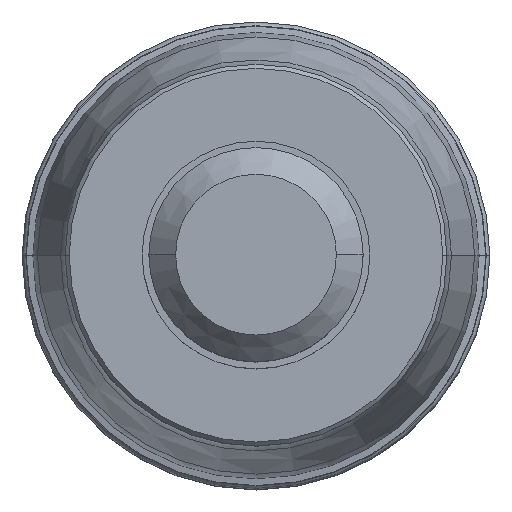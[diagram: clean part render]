
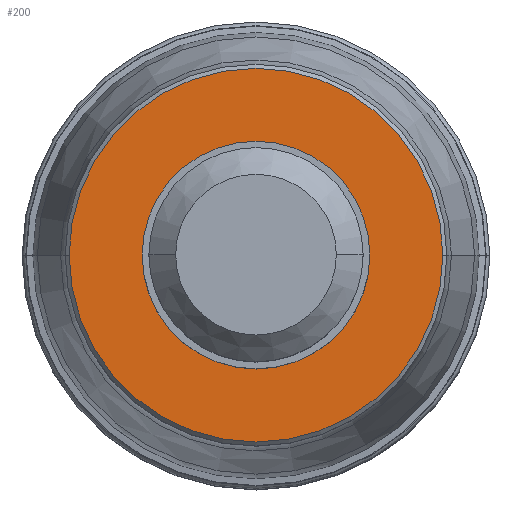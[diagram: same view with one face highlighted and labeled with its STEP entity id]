
A CAD part, top view. The second image highlights one B-rep face of the part: STEP entity #200.
In plain terms, the highlighted planar face has unit normal (0, 0, 1).
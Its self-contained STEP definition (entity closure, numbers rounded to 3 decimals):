
#28=PLANE('',#1646);
#33=FACE_BOUND('',#389,.T.);
#34=FACE_BOUND('',#390,.T.);
#200=ADVANCED_FACE('',(#33,#34),#28,.F.);
#389=EDGE_LOOP('',(#657,#658,#659,#660));
#390=EDGE_LOOP('',(#661,#662));
#657=ORIENTED_EDGE('',*,*,#1047,.T.);
#658=ORIENTED_EDGE('',*,*,#1051,.T.);
#659=ORIENTED_EDGE('',*,*,#1050,.T.);
#660=ORIENTED_EDGE('',*,*,#1048,.T.);
#661=ORIENTED_EDGE('',*,*,#1052,.T.);
#662=ORIENTED_EDGE('',*,*,#1053,.T.);
#882=VERTEX_POINT('',#3491);
#883=VERTEX_POINT('',#3493);
#884=VERTEX_POINT('',#3495);
#885=VERTEX_POINT('',#3499);
#886=VERTEX_POINT('',#3503);
#887=VERTEX_POINT('',#3504);
#1047=EDGE_CURVE('',#883,#882,#1271,.T.);
#1048=EDGE_CURVE('',#884,#883,#1272,.T.);
#1050=EDGE_CURVE('',#885,#884,#1273,.T.);
#1051=EDGE_CURVE('',#882,#885,#1274,.T.);
#1052=EDGE_CURVE('',#886,#887,#1275,.T.);
#1053=EDGE_CURVE('',#887,#886,#1276,.T.);
#1271=CIRCLE('',#1638,13.95);
#1272=CIRCLE('',#1639,13.95);
#1273=CIRCLE('',#1641,13.95);
#1274=CIRCLE('',#1642,13.95);
#1275=CIRCLE('',#1644,8.5);
#1276=CIRCLE('',#1645,8.5);
#1638=AXIS2_PLACEMENT_3D('',#3492,#1995,#1996);
#1639=AXIS2_PLACEMENT_3D('',#3494,#1997,#1998);
#1641=AXIS2_PLACEMENT_3D('',#3498,#2002,#2003);
#1642=AXIS2_PLACEMENT_3D('',#3500,#2004,#2005);
#1644=AXIS2_PLACEMENT_3D('',#3502,#2008,#2009);
#1645=AXIS2_PLACEMENT_3D('',#3505,#2010,#2011);
#1646=AXIS2_PLACEMENT_3D('',#3506,#2012,#2013);
#1995=DIRECTION('',(0.,0.,1.));
#1996=DIRECTION('',(0.,1.,0.));
#1997=DIRECTION('',(0.,0.,1.));
#1998=DIRECTION('',(1.,0.,0.));
#2002=DIRECTION('',(0.,0.,1.));
#2003=DIRECTION('',(0.,-1.,0.));
#2004=DIRECTION('',(0.,0.,1.));
#2005=DIRECTION('',(-1.,0.,0.));
#2008=DIRECTION('',(0.,0.,-1.));
#2009=DIRECTION('',(-1.,0.,0.));
#2010=DIRECTION('',(0.,0.,-1.));
#2011=DIRECTION('',(1.,0.,0.));
#2012=DIRECTION('',(0.,0.,-1.));
#2013=DIRECTION('',(1.,0.,0.));
#3491=CARTESIAN_POINT('',(-13.95,0.,0.));
#3492=CARTESIAN_POINT('',(0.,0.,0.));
#3493=CARTESIAN_POINT('',(0.,13.95,0.));
#3494=CARTESIAN_POINT('',(0.,0.,0.));
#3495=CARTESIAN_POINT('',(13.95,0.,0.));
#3498=CARTESIAN_POINT('',(0.,0.,0.));
#3499=CARTESIAN_POINT('',(0.,-13.95,0.));
#3500=CARTESIAN_POINT('',(0.,0.,0.));
#3502=CARTESIAN_POINT('',(0.,0.,0.));
#3503=CARTESIAN_POINT('',(-8.5,0.,0.));
#3504=CARTESIAN_POINT('',(8.5,0.,0.));
#3505=CARTESIAN_POINT('',(0.,0.,0.));
#3506=CARTESIAN_POINT('',(0.,0.,0.));
